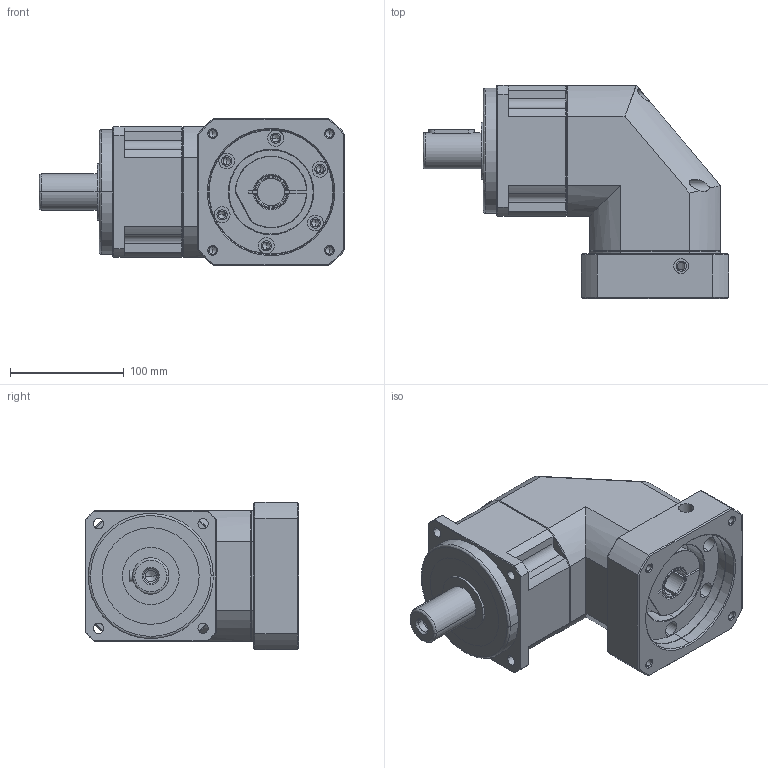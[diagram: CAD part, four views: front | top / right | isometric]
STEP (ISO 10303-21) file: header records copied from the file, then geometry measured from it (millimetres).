
FILE_DESCRIPTION (( 'STEP AP214' ), '1' );
FILE_NAME ('SBL115-L1-24-110-145M8.STEP', '2021-12-25T08:19:40', ( 'admin' ), ( '' ), 'SwSTEP 2.0', 'SolidWorks 2013', '' );
FILE_SCHEMA (( 'AUTOMOTIVE_DESIGN' ));
Length unit declared in the file: millimetre
Products named in the file (5): SBL115-24; SB115_X2_8F9351FA7AEF_X0_; SBL115-110-145M8; SBL115_X2_8F9351658F7495017D2773AF_X0_-24; SBL115-L1-24-110-145M8
Assembly tree (4 placements, depth 2):
  SBL115-L1-24-110-145M8
    SBL115_X2_8F9351658F7495017D2773AF_X0_-24
    SBL115-110-145M8
    SB115_X2_8F9351FA7AEF_X0_
    SBL115-24
Bounding box: 269 x 187.5 x 130 mm (x, y, z)
Volume: 2627227.9 mm3; surface area: 286150.9 mm2
Topology: 6 solids, 6 shells, 449 faces, 1121 edges, 689 vertices
Faces by surface type: cylinder 182, plane 164, cone 89, bspline 14
Entity records: 19358 total; most frequent: CARTESIAN_POINT 3685, DIRECTION 2221, ORIENTED_EDGE 2170, EDGE_CURVE 1085, AXIS2_PLACEMENT_3D 861, VERTEX_POINT 683, EDGE_LOOP 522, LINE 499
